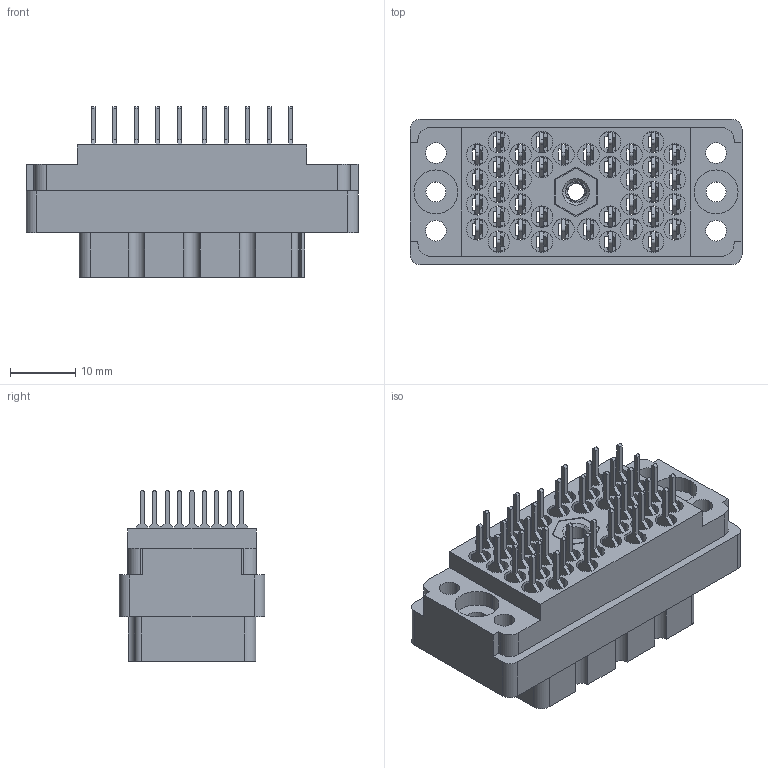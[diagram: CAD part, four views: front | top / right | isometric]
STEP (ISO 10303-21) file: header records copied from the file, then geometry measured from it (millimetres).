
FILE_DESCRIPTION (( 'STEP AP203' ), '1' );
FILE_NAME ('516-038-520-206.STEP', '2020-03-05T13:05:27', ( '' ), ( '' ), 'SwSTEP 2.0', 'SolidWorks 2016', '' );
FILE_SCHEMA (( 'CONFIG_CONTROL_DESIGN' ));
Length unit declared in the file: inch
Products named in the file (4): 516 Part Receptacle_038; 516-292-001_520 Contact; 516-252-035-100_516-252-035-100; 516-038-520-206
Assembly tree (40 placements, depth 2):
  516-038-520-206
    516 Part Receptacle_038
    516-292-001_520 Contact  x38
    516-252-035-100_516-252-035-100
Bounding box: 50.8 x 22.25 x 26.14 mm (x, y, z)
Volume: 12031 mm3; surface area: 21139.3 mm2
Topology: 40 solids, 40 shells, 3706 faces, 10738 edges, 7130 vertices
Faces by surface type: plane 2244, cylinder 1216, bspline 234, cone 12
Entity records: 38796 total; most frequent: CARTESIAN_POINT 8882, ORIENTED_EDGE 6084, DIRECTION 5893, EDGE_CURVE 3042, VECTOR 2169, LINE 2169, VERTEX_POINT 2024, AXIS2_PLACEMENT_3D 1862
